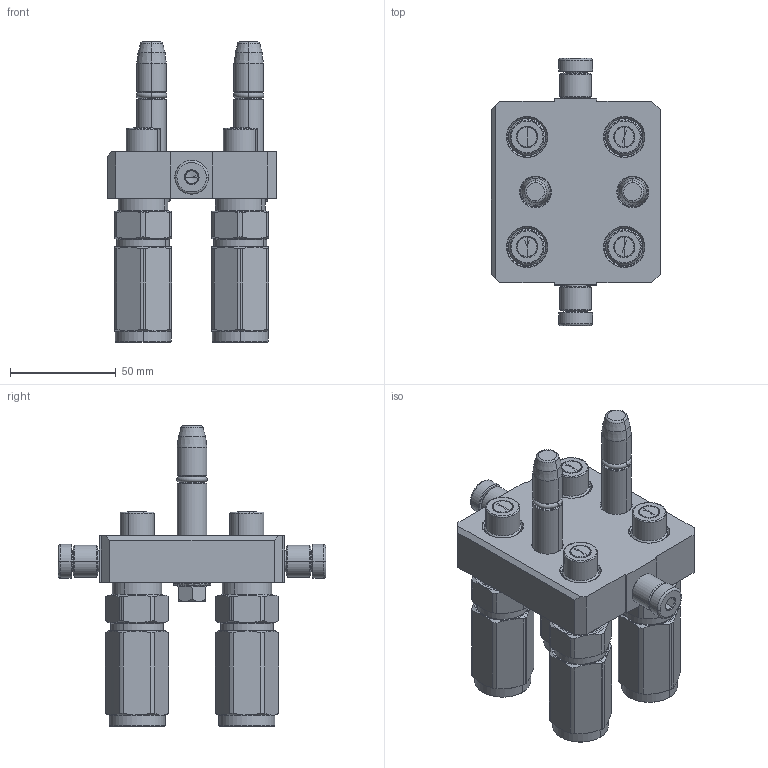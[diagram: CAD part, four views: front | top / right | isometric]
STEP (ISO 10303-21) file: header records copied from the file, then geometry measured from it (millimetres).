
FILE_DESCRIPTION (( 'STEP AP214' ), '1' );
FILE_NAME ('FASTER.step', '2025-01-01T04:55:02', ( '' ), ( '' ), 'SwSTEP 2.0', 'SolidWorks 2017', '' );
FILE_SCHEMA (( 'AUTOMOTIVE_DESIGN' ));
Length unit declared in the file: millimetre
Products named in the file (11): et002; 4830_028_1000_011; 1540_080_0008_000; 3ffnp14-14s_m; 4830_013_3000_030; 4820_010_1000_000; FASTER; P404_M_BASE; 4830_021_0000_000; or2_62x9_19_m
Assembly tree (18 placements, depth 3):
  FASTER
    P404_M_BASE
      4820_010_1000_000
      4830_021_0000_000  x2
      1540_080_0008_000  x2
      4830_013_3000_030  x2
      or2_62x9_19_m  x2
      4830_028_1000_011  x2
    3ffnp14-14s_m  x4
      3ffnp14-14s_m
    et002
Bounding box: 80.3 x 126.6 x 142 mm (x, y, z)
Volume: 2873.9 mm3; surface area: 92917.1 mm2
Topology: 5 solids, 44 shells, 1981 faces, 6128 edges, 4094 vertices
Faces by surface type: plane 1086, cylinder 347, cone 338, torus 112, bspline 98
Entity records: 45489 total; most frequent: CARTESIAN_POINT 11968, ORIENTED_EDGE 6338, DIRECTION 5912, EDGE_CURVE 3365, LINE 2406, VECTOR 2406, VERTEX_POINT 2220, AXIS2_PLACEMENT_3D 1753
